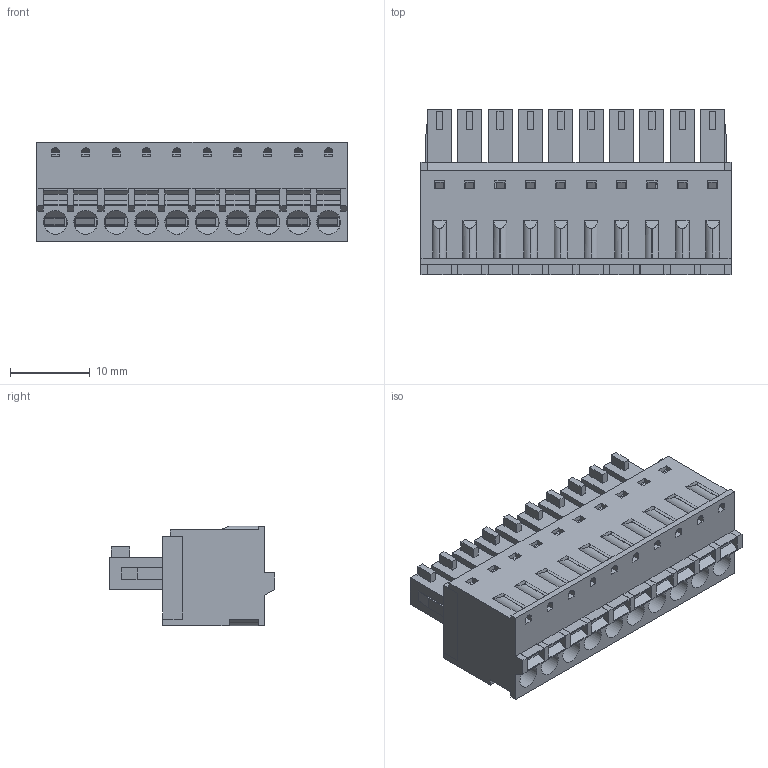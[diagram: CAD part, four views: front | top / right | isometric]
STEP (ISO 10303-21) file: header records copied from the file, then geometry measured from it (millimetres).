
FILE_DESCRIPTION( ( 'Unknown' ), '1' );
FILE_NAME( '691368300010B.stp', 'Unknown', ( 'Unknown' ), ( 'Unknown' ), 'PSStep 19.0.9', 'Unknown', ' ' );
FILE_SCHEMA( ( 'AUTOMOTIVE_DESIGN { 1 0 10303 214 1 1 1 1 }' ) );
Length unit declared in the file: millimetre
Products named in the file (6): Assem1; 6913683000xxB_BOUTON; 6913683000xxB_PIN; 6913683000xxB_LANGUETTE; 691368300010B; 691368300010B_BACK
Assembly tree (32 placements, depth 2):
  Assem1
    6913683000xxB_BOUTON  x10
    6913683000xxB_PIN  x10
    6913683000xxB_LANGUETTE  x10
    691368300010B
    691368300010B_BACK
Bounding box: 38.9 x 20.8 x 12.5 mm (x, y, z)
Volume: 4068.3 mm3; surface area: 12615.2 mm2
Topology: 32 solids, 32 shells, 2892 faces, 8074 edges, 5216 vertices
Faces by surface type: plane 2452, cylinder 440
Full cylindrical faces by diameter (mm): 1 x10, 3 x10
Entity records: 66203 total; most frequent: CARTESIAN_POINT 9624, ORIENTED_EDGE 9300, DIRECTION 8351, EDGE_CURVE 4650, LINE 4293, VECTOR 4293, VERTEX_POINT 2982, AXIS2_PLACEMENT_3D 2029
